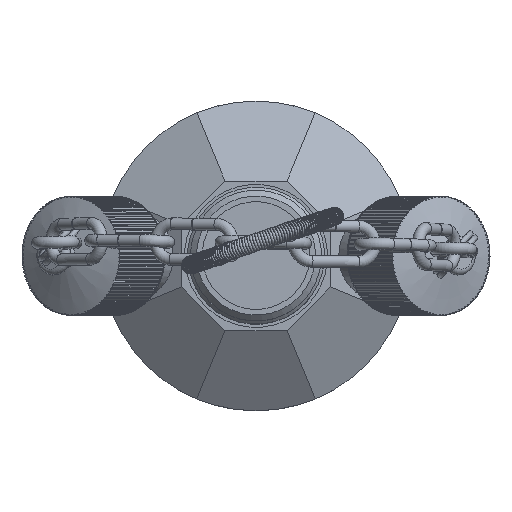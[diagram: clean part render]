
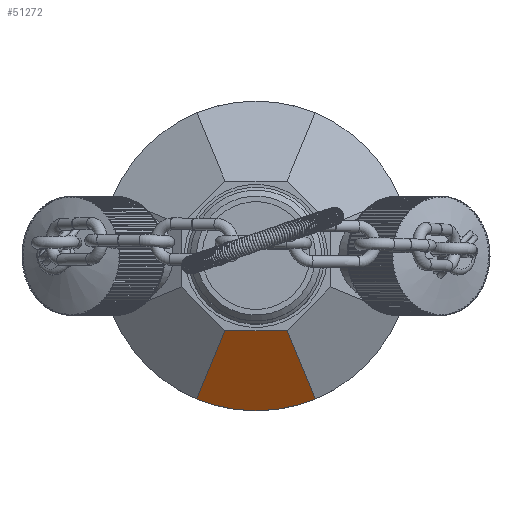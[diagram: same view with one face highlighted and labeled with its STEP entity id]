
A CAD part, top view. The second image highlights one B-rep face of the part: STEP entity #51272.
In plain terms, the highlighted planar face has unit normal (0, -0.574, 0.819).
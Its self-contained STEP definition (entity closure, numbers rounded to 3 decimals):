
#50998=CARTESIAN_POINT('',(-9.95,-24.021,26.986));
#50999=VERTEX_POINT('',#50998);
#51054=CARTESIAN_POINT('',(9.95,-24.021,26.986));
#51055=VERTEX_POINT('',#51054);
#51063=CARTESIAN_POINT('',(0.0,0.0,43.805));
#51064=DIRECTION('',(0.0,0.574,-0.819));
#51065=DIRECTION('',(0.0,-0.819,-0.574));
#51066=AXIS2_PLACEMENT_3D('',#51063,#51064,#51065);
#51067=ELLIPSE('',#51066,31.74,26.);
#51068=EDGE_CURVE('',#51055,#50999,#51067,.T.);
#51092=CARTESIAN_POINT('',(-5.209,-12.575,35.0));
#51093=VERTEX_POINT('',#51092);
#51100=CARTESIAN_POINT('',(5.209,-12.575,35.0));
#51101=VERTEX_POINT('',#51100);
#51102=CARTESIAN_POINT('',(-5.209,-12.575,35.0));
#51103=DIRECTION('',(1.0,0.0,0.0));
#51104=VECTOR('',#51103,10.418);
#51105=LINE('',#51102,#51104);
#51106=EDGE_CURVE('',#51093,#51101,#51105,.T.);
#51193=CARTESIAN_POINT('',(-5.209,-12.575,35.0));
#51194=DIRECTION('',(-0.321,-0.776,-0.543));
#51195=VECTOR('',#51194,14.755);
#51196=LINE('',#51193,#51195);
#51197=EDGE_CURVE('',#51093,#50999,#51196,.T.);
#51256=CARTESIAN_POINT('',(-26.001,13.31,53.125));
#51257=DIRECTION('',(0.0,0.574,-0.819));
#51258=DIRECTION('',(-1.0,0.0,0.0));
#51259=AXIS2_PLACEMENT_3D('',#51256,#51257,#51258);
#51260=PLANE('',#51259);
#51261=ORIENTED_EDGE('',*,*,#51197,.T.);
#51262=ORIENTED_EDGE('',*,*,#51068,.F.);
#51263=CARTESIAN_POINT('',(9.95,-24.021,26.986));
#51264=DIRECTION('',(-0.321,0.776,0.543));
#51265=VECTOR('',#51264,14.755);
#51266=LINE('',#51263,#51265);
#51267=EDGE_CURVE('',#51055,#51101,#51266,.T.);
#51268=ORIENTED_EDGE('',*,*,#51267,.T.);
#51269=ORIENTED_EDGE('',*,*,#51106,.F.);
#51270=EDGE_LOOP('',(#51261,#51262,#51268,#51269));
#51271=FACE_OUTER_BOUND('',#51270,.T.);
#51272=ADVANCED_FACE('',(#51271),#51260,.F.);
